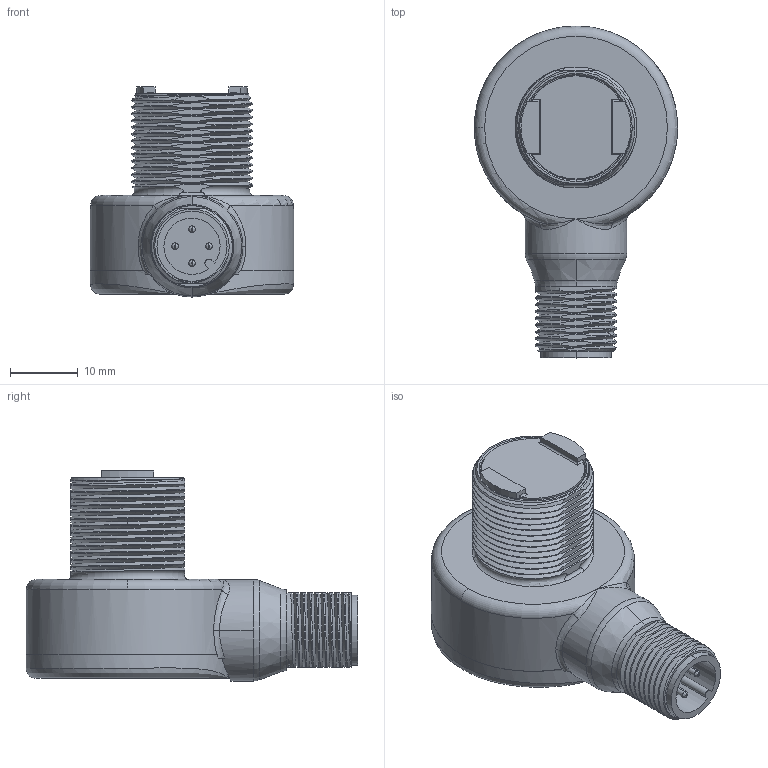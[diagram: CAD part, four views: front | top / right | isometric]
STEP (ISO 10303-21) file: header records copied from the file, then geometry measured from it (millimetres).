
FILE_DESCRIPTION((''),'2;1');
FILE_NAME('152786_SM01_ASM','2025-08-25T10:39:54',('banengservice'),('BANNER ENGINEERING'),'CREO PARAMETRIC BY PTC INC, 2022414','CREO PARAMETRIC BY PTC INC, 2022414','');
FILE_SCHEMA(('CONFIG_CONTROL_DESIGN'));
Length unit declared in the file: millimetre
Products named in the file (2): 152786_EP01; 152786_SM01_ASM
Assembly tree (1 placements, depth 2):
  152786_SM01_ASM
    152786_EP01
Bounding box: 30.02 x 49.01 x 31.02 mm (x, y, z)
Volume: 15751.1 mm3; surface area: 6128.4 mm2
Topology: 1 solids, 1 shells, 252 faces, 667 edges, 426 vertices
Faces by surface type: cylinder 96, plane 91, bspline 36, cone 15, torus 10, sphere 4
Entity records: 21458 total; most frequent: CARTESIAN_POINT 15675, ORIENTED_EDGE 1326, DIRECTION 1002, EDGE_CURVE 663, VERTEX_POINT 426, AXIS2_PLACEMENT_3D 386, EDGE_LOOP 269, B_SPLINE_CURVE_WITH_KNOTS 266
